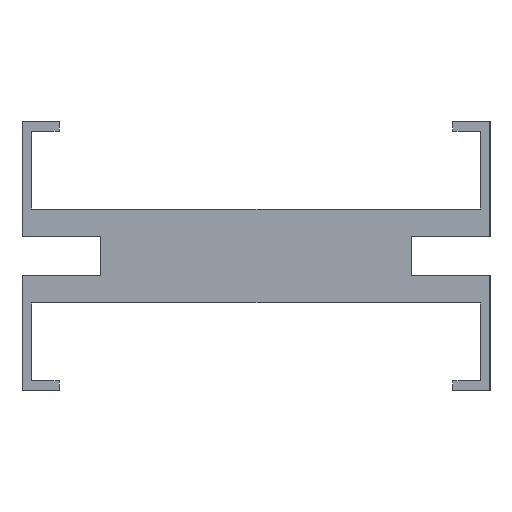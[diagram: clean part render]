
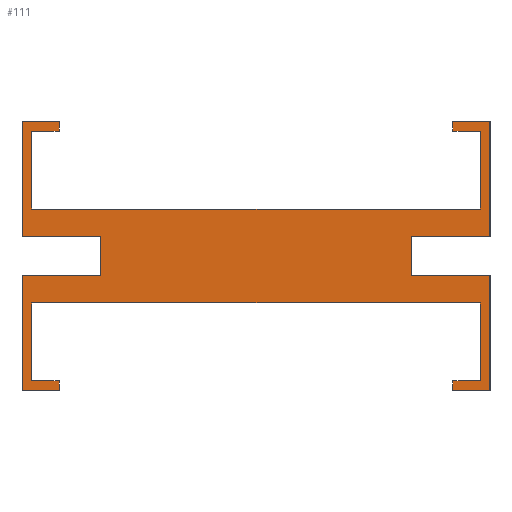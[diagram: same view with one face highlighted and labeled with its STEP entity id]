
A CAD part, left-side view. The second image highlights one B-rep face of the part: STEP entity #111.
In plain terms, the highlighted planar face has unit normal (-1, 0, 0).
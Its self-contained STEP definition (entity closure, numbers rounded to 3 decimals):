
#111=ADVANCED_FACE('',(#217),#218,.T.);
#217=FACE_OUTER_BOUND('',#315,.T.);
#218=PLANE('',#316);
#315=EDGE_LOOP('',(#547,#548,#549,#550,#551,#552,#553,#554,#555,#556,#557,#558,#559,#560,#561,#562,#563,#564,#565,#566,#567,#568,#569,#570,#571,#572,#573,#574));
#316=AXIS2_PLACEMENT_3D('',#575,#576,#577);
#547=ORIENTED_EDGE('',*,*,#722,.F.);
#548=ORIENTED_EDGE('',*,*,#614,.F.);
#549=ORIENTED_EDGE('',*,*,#619,.F.);
#550=ORIENTED_EDGE('',*,*,#623,.F.);
#551=ORIENTED_EDGE('',*,*,#627,.F.);
#552=ORIENTED_EDGE('',*,*,#631,.F.);
#553=ORIENTED_EDGE('',*,*,#635,.F.);
#554=ORIENTED_EDGE('',*,*,#639,.F.);
#555=ORIENTED_EDGE('',*,*,#643,.F.);
#556=ORIENTED_EDGE('',*,*,#647,.F.);
#557=ORIENTED_EDGE('',*,*,#651,.F.);
#558=ORIENTED_EDGE('',*,*,#655,.F.);
#559=ORIENTED_EDGE('',*,*,#659,.F.);
#560=ORIENTED_EDGE('',*,*,#663,.F.);
#561=ORIENTED_EDGE('',*,*,#667,.F.);
#562=ORIENTED_EDGE('',*,*,#671,.F.);
#563=ORIENTED_EDGE('',*,*,#675,.F.);
#564=ORIENTED_EDGE('',*,*,#679,.F.);
#565=ORIENTED_EDGE('',*,*,#683,.F.);
#566=ORIENTED_EDGE('',*,*,#687,.F.);
#567=ORIENTED_EDGE('',*,*,#691,.F.);
#568=ORIENTED_EDGE('',*,*,#695,.F.);
#569=ORIENTED_EDGE('',*,*,#699,.F.);
#570=ORIENTED_EDGE('',*,*,#703,.F.);
#571=ORIENTED_EDGE('',*,*,#707,.F.);
#572=ORIENTED_EDGE('',*,*,#711,.F.);
#573=ORIENTED_EDGE('',*,*,#715,.F.);
#574=ORIENTED_EDGE('',*,*,#719,.F.);
#575=CARTESIAN_POINT('',(0.0,0.,-40.0));
#576=DIRECTION('',(-1.0,0.0,0.0));
#577=DIRECTION('',(0.0,-1.0,0.0));
#614=EDGE_CURVE('',#730,#732,#733,.T.);
#619=EDGE_CURVE('',#738,#730,#740,.T.);
#623=EDGE_CURVE('',#744,#738,#746,.T.);
#627=EDGE_CURVE('',#750,#744,#752,.T.);
#631=EDGE_CURVE('',#756,#750,#758,.T.);
#635=EDGE_CURVE('',#762,#756,#764,.T.);
#639=EDGE_CURVE('',#768,#762,#770,.T.);
#643=EDGE_CURVE('',#774,#768,#776,.T.);
#647=EDGE_CURVE('',#780,#774,#782,.T.);
#651=EDGE_CURVE('',#786,#780,#788,.T.);
#655=EDGE_CURVE('',#792,#786,#794,.T.);
#659=EDGE_CURVE('',#798,#792,#800,.T.);
#663=EDGE_CURVE('',#804,#798,#806,.T.);
#667=EDGE_CURVE('',#810,#804,#812,.T.);
#671=EDGE_CURVE('',#816,#810,#818,.T.);
#675=EDGE_CURVE('',#822,#816,#824,.T.);
#679=EDGE_CURVE('',#828,#822,#830,.T.);
#683=EDGE_CURVE('',#834,#828,#836,.T.);
#687=EDGE_CURVE('',#840,#834,#842,.T.);
#691=EDGE_CURVE('',#846,#840,#848,.T.);
#695=EDGE_CURVE('',#852,#846,#854,.T.);
#699=EDGE_CURVE('',#858,#852,#860,.T.);
#703=EDGE_CURVE('',#864,#858,#866,.T.);
#707=EDGE_CURVE('',#870,#864,#872,.T.);
#711=EDGE_CURVE('',#876,#870,#878,.T.);
#715=EDGE_CURVE('',#882,#876,#884,.T.);
#719=EDGE_CURVE('',#888,#882,#890,.T.);
#722=EDGE_CURVE('',#732,#888,#893,.T.);
#730=VERTEX_POINT('',#902);
#732=VERTEX_POINT('',#905);
#733=LINE('',#906,#907);
#738=VERTEX_POINT('',#914);
#740=LINE('',#917,#918);
#744=VERTEX_POINT('',#923);
#746=LINE('',#926,#927);
#750=VERTEX_POINT('',#932);
#752=LINE('',#935,#936);
#756=VERTEX_POINT('',#941);
#758=LINE('',#944,#945);
#762=VERTEX_POINT('',#950);
#764=LINE('',#953,#954);
#768=VERTEX_POINT('',#959);
#770=LINE('',#962,#963);
#774=VERTEX_POINT('',#968);
#776=LINE('',#971,#972);
#780=VERTEX_POINT('',#977);
#782=LINE('',#980,#981);
#786=VERTEX_POINT('',#986);
#788=LINE('',#989,#990);
#792=VERTEX_POINT('',#995);
#794=LINE('',#998,#999);
#798=VERTEX_POINT('',#1004);
#800=LINE('',#1007,#1008);
#804=VERTEX_POINT('',#1013);
#806=LINE('',#1016,#1017);
#810=VERTEX_POINT('',#1022);
#812=LINE('',#1025,#1026);
#816=VERTEX_POINT('',#1031);
#818=LINE('',#1034,#1035);
#822=VERTEX_POINT('',#1040);
#824=LINE('',#1043,#1044);
#828=VERTEX_POINT('',#1049);
#830=LINE('',#1052,#1053);
#834=VERTEX_POINT('',#1058);
#836=LINE('',#1061,#1062);
#840=VERTEX_POINT('',#1067);
#842=LINE('',#1070,#1071);
#846=VERTEX_POINT('',#1076);
#848=LINE('',#1079,#1080);
#852=VERTEX_POINT('',#1085);
#854=LINE('',#1088,#1089);
#858=VERTEX_POINT('',#1094);
#860=LINE('',#1097,#1098);
#864=VERTEX_POINT('',#1103);
#866=LINE('',#1106,#1107);
#870=VERTEX_POINT('',#1112);
#872=LINE('',#1115,#1116);
#876=VERTEX_POINT('',#1121);
#878=LINE('',#1124,#1125);
#882=VERTEX_POINT('',#1130);
#884=LINE('',#1133,#1134);
#888=VERTEX_POINT('',#1139);
#890=LINE('',#1142,#1143);
#893=LINE('',#1147,#1148);
#902=CARTESIAN_POINT('',(0.0,-60.0,-35.0));
#905=CARTESIAN_POINT('',(0.0,-39.8,-35.0));
#906=CARTESIAN_POINT('',(0.0,-60.0,-35.0));
#907=VECTOR('',#1154,1.0);
#914=CARTESIAN_POINT('',(0.0,-60.0,-5.5));
#917=CARTESIAN_POINT('',(0.0,-60.0,-5.5));
#918=VECTOR('',#1158,1.0);
#923=CARTESIAN_POINT('',(0.0,-50.5,-5.5));
#926=CARTESIAN_POINT('',(0.0,-50.5,-5.5));
#927=VECTOR('',#1161,1.0);
#932=CARTESIAN_POINT('',(0.0,-50.5,-8.0));
#935=CARTESIAN_POINT('',(0.0,-50.5,-8.0));
#936=VECTOR('',#1164,1.0);
#941=CARTESIAN_POINT('',(0.0,-57.5,-8.0));
#944=CARTESIAN_POINT('',(0.0,-57.5,-8.0));
#945=VECTOR('',#1167,1.0);
#950=CARTESIAN_POINT('',(0.0,-57.5,-27.95));
#953=CARTESIAN_POINT('',(0.0,-57.5,-27.95));
#954=VECTOR('',#1170,1.0);
#959=CARTESIAN_POINT('',(0.0,57.5,-27.95));
#962=CARTESIAN_POINT('',(0.0,57.5,-27.95));
#963=VECTOR('',#1173,1.0);
#968=CARTESIAN_POINT('',(0.0,57.5,-8.0));
#971=CARTESIAN_POINT('',(0.0,57.5,-8.0));
#972=VECTOR('',#1176,1.0);
#977=CARTESIAN_POINT('',(0.0,50.5,-8.0));
#980=CARTESIAN_POINT('',(0.0,50.5,-8.0));
#981=VECTOR('',#1179,1.0);
#986=CARTESIAN_POINT('',(0.0,50.5,-5.5));
#989=CARTESIAN_POINT('',(0.0,50.5,-5.5));
#990=VECTOR('',#1182,1.0);
#995=CARTESIAN_POINT('',(0.0,60.0,-5.5));
#998=CARTESIAN_POINT('',(0.0,60.0,-5.5));
#999=VECTOR('',#1185,1.0);
#1004=CARTESIAN_POINT('',(0.0,60.0,-35.0));
#1007=CARTESIAN_POINT('',(0.0,60.0,-35.0));
#1008=VECTOR('',#1188,1.0);
#1013=CARTESIAN_POINT('',(0.0,39.8,-35.0));
#1016=CARTESIAN_POINT('',(0.0,39.8,-35.0));
#1017=VECTOR('',#1191,1.0);
#1022=CARTESIAN_POINT('',(0.0,39.8,-45.0));
#1025=CARTESIAN_POINT('',(0.0,39.8,-45.0));
#1026=VECTOR('',#1194,1.0);
#1031=CARTESIAN_POINT('',(0.0,60.0,-45.0));
#1034=CARTESIAN_POINT('',(0.0,60.0,-45.0));
#1035=VECTOR('',#1197,1.0);
#1040=CARTESIAN_POINT('',(0.0,60.0,-74.5));
#1043=CARTESIAN_POINT('',(0.0,60.0,-74.5));
#1044=VECTOR('',#1200,1.0);
#1049=CARTESIAN_POINT('',(0.0,50.5,-74.5));
#1052=CARTESIAN_POINT('',(0.0,50.5,-74.5));
#1053=VECTOR('',#1203,1.0);
#1058=CARTESIAN_POINT('',(0.0,50.5,-72.0));
#1061=CARTESIAN_POINT('',(0.0,50.5,-72.0));
#1062=VECTOR('',#1206,1.0);
#1067=CARTESIAN_POINT('',(0.0,57.5,-72.0));
#1070=CARTESIAN_POINT('',(0.0,57.5,-72.0));
#1071=VECTOR('',#1209,1.0);
#1076=CARTESIAN_POINT('',(0.0,57.5,-52.05));
#1079=CARTESIAN_POINT('',(0.0,57.5,-52.05));
#1080=VECTOR('',#1212,1.0);
#1085=CARTESIAN_POINT('',(0.0,-57.5,-52.05));
#1088=CARTESIAN_POINT('',(0.0,-57.5,-52.05));
#1089=VECTOR('',#1215,1.0);
#1094=CARTESIAN_POINT('',(0.0,-57.5,-72.0));
#1097=CARTESIAN_POINT('',(0.0,-57.5,-72.0));
#1098=VECTOR('',#1218,1.0);
#1103=CARTESIAN_POINT('',(0.0,-50.5,-72.0));
#1106=CARTESIAN_POINT('',(0.0,-50.5,-72.0));
#1107=VECTOR('',#1221,1.0);
#1112=CARTESIAN_POINT('',(0.0,-50.5,-74.5));
#1115=CARTESIAN_POINT('',(0.0,-50.5,-74.5));
#1116=VECTOR('',#1224,1.0);
#1121=CARTESIAN_POINT('',(0.0,-60.0,-74.5));
#1124=CARTESIAN_POINT('',(0.0,-60.0,-74.5));
#1125=VECTOR('',#1227,1.0);
#1130=CARTESIAN_POINT('',(0.0,-60.0,-45.0));
#1133=CARTESIAN_POINT('',(0.0,-60.0,-45.0));
#1134=VECTOR('',#1230,1.0);
#1139=CARTESIAN_POINT('',(0.0,-39.8,-45.0));
#1142=CARTESIAN_POINT('',(0.0,-39.8,-45.0));
#1143=VECTOR('',#1233,1.0);
#1147=CARTESIAN_POINT('',(0.0,-39.8,-35.0));
#1148=VECTOR('',#1235,1.0);
#1154=DIRECTION('',(0.0,1.0,0.0));
#1158=DIRECTION('',(0.0,0.0,-1.0));
#1161=DIRECTION('',(0.0,-1.0,0.0));
#1164=DIRECTION('',(0.0,0.0,1.0));
#1167=DIRECTION('',(0.0,1.0,0.0));
#1170=DIRECTION('',(0.0,0.0,1.0));
#1173=DIRECTION('',(0.0,-1.0,0.0));
#1176=DIRECTION('',(0.0,0.0,-1.0));
#1179=DIRECTION('',(0.0,1.0,0.0));
#1182=DIRECTION('',(0.0,0.0,-1.0));
#1185=DIRECTION('',(0.0,-1.0,0.0));
#1188=DIRECTION('',(0.0,0.0,1.0));
#1191=DIRECTION('',(0.0,1.0,0.0));
#1194=DIRECTION('',(0.0,0.0,1.0));
#1197=DIRECTION('',(0.0,-1.0,0.0));
#1200=DIRECTION('',(0.0,0.0,1.0));
#1203=DIRECTION('',(0.0,1.0,0.0));
#1206=DIRECTION('',(0.0,0.0,-1.0));
#1209=DIRECTION('',(0.0,-1.0,0.0));
#1212=DIRECTION('',(0.0,0.0,-1.0));
#1215=DIRECTION('',(0.0,1.0,0.0));
#1218=DIRECTION('',(0.0,0.0,1.0));
#1221=DIRECTION('',(0.0,-1.0,0.0));
#1224=DIRECTION('',(0.0,0.0,1.0));
#1227=DIRECTION('',(0.0,1.0,0.0));
#1230=DIRECTION('',(0.0,0.0,-1.0));
#1233=DIRECTION('',(0.0,-1.0,0.0));
#1235=DIRECTION('',(0.0,0.0,-1.0));
